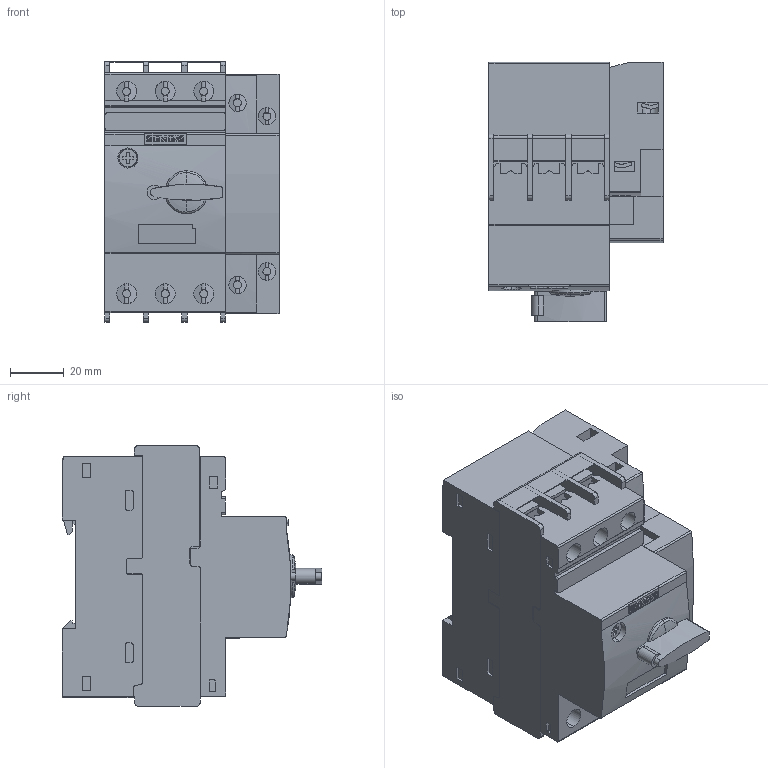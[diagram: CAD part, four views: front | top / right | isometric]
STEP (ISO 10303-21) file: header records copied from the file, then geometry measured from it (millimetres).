
FILE_DESCRIPTION(('no description'),'unknown implementation level');
FILE_NAME('3RV2111-0AA10_3D_v.stp',' ',('SIEMENS A&D'),('CADClick - KiM GmbH - www.kimweb.de'),'unknown preprocess','ACIS','unknown authorization');
FILE_SCHEMA(('automotive_design'));
Length unit declared in the file: millimetre
Products named in the file (1): 1
Bounding box: 65 x 96.9 x 97.4 mm (x, y, z)
Volume: 356366.3 mm3; surface area: 59129.2 mm2
Topology: 1 solids, 4 shells, 851 faces, 2599 edges, 1717 vertices
Faces by surface type: plane 584, cylinder 257, torus 10
Entity records: 58529 total; most frequent: CARTESIAN_POINT 6384, ORIENTED_EDGE 5198, STYLED_ITEM 5168, PRESENTATION_STYLE_ASSIGNMENT 5168, COLOUR_RGB 5168, DIRECTION 4789, EDGE_CURVE 2599, CURVE_STYLE 2599
